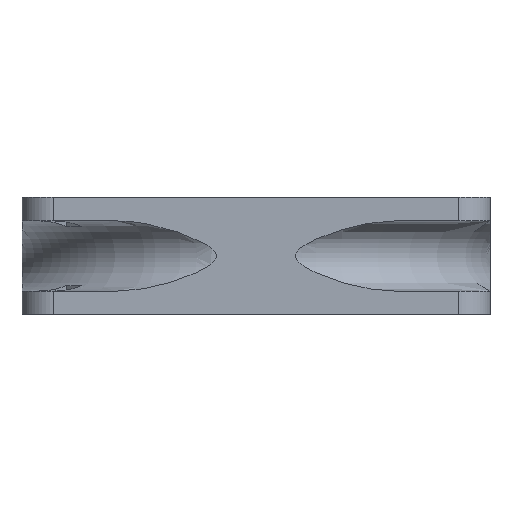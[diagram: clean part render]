
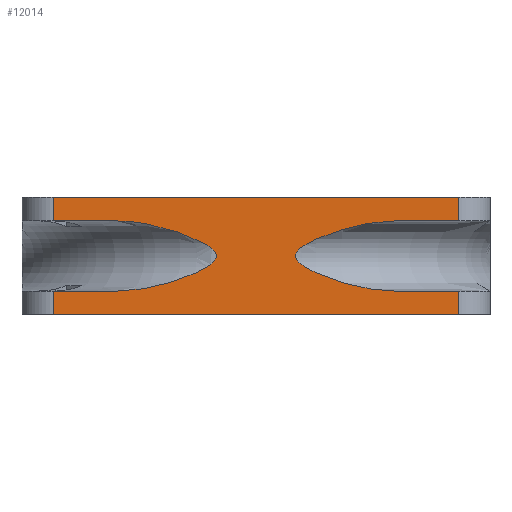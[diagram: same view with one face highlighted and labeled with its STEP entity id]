
A CAD part, left-side view. The second image highlights one B-rep face of the part: STEP entity #12014.
In plain terms, the highlighted planar face has unit normal (-1, 0, 0).
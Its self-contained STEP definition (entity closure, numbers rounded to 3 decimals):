
#358=PLANE('',#13199);
#993=LINE('',#20038,#1701);
#1000=LINE('',#20065,#1708);
#1006=LINE('',#20325,#1714);
#1007=LINE('',#20326,#1715);
#1008=LINE('',#20328,#1716);
#1009=LINE('',#20329,#1717);
#1010=LINE('',#20331,#1718);
#1011=LINE('',#20332,#1719);
#1012=LINE('',#20334,#1720);
#1013=LINE('',#20335,#1721);
#1701=VECTOR('',#14650,1000.);
#1708=VECTOR('',#14673,1000.);
#1714=VECTOR('',#14753,1000.);
#1715=VECTOR('',#14754,10.);
#1716=VECTOR('',#14755,10.);
#1717=VECTOR('',#14756,1000.);
#1718=VECTOR('',#14757,1000.);
#1719=VECTOR('',#14758,10.);
#1720=VECTOR('',#14759,10.);
#1721=VECTOR('',#14760,1000.);
#2414=FACE_OUTER_BOUND('',#3144,.T.);
#3144=EDGE_LOOP('',(#8466,#8467,#8468,#8469,#8470,#8471,#8472,#8473,#8474,
#8475,#8476,#8477));
#4518=B_SPLINE_CURVE_WITH_KNOTS('',3,(#17780,#17781,#17782,#17783,#17784,
#17785,#17786,#17787,#17788,#17789,#17790,#17791,#17792,#17793,#17794,#17795,
#17796,#17797,#17798,#17799,#17800,#17801,#17802,#17803,#17804,#17805,#17806,
#17807,#17808,#17809,#17810,#17811),.UNSPECIFIED.,.F.,.F.,(4,2,2,2,2,2,
2,2,2,2,2,2,2,2,2,4),(-7.147,-6.427,-5.707,
-5.256,-5.03,-4.805,-4.606,
-4.548,-4.501,-4.459,-4.416,
-4.279,-3.966,-3.653,-2.752,
-1.85),.UNSPECIFIED.);
#4519=B_SPLINE_CURVE_WITH_KNOTS('',3,(#17816,#17817,#17818,#17819,#17820,
#17821,#17822,#17823,#17824,#17825,#17826,#17827,#17828,#17829,#17830,#17831,
#17832,#17833,#17834,#17835,#17836,#17837,#17838,#17839,#17840,#17841,#17842,
#17843,#17844,#17845),.UNSPECIFIED.,.F.,.F.,(4,2,2,2,2,2,2,2,2,2,2,2,2,
2,4),(1.85,2.752,3.653,3.966,
4.279,4.416,4.459,4.501,4.543,
4.585,4.723,5.035,5.348,6.25,
7.152),.UNSPECIFIED.);
#4999=VERTEX_POINT('',#17777);
#5000=VERTEX_POINT('',#17779);
#5001=VERTEX_POINT('',#17814);
#5002=VERTEX_POINT('',#17815);
#5158=VERTEX_POINT('',#20035);
#5159=VERTEX_POINT('',#20037);
#5170=VERTEX_POINT('',#20062);
#5171=VERTEX_POINT('',#20064);
#5196=VERTEX_POINT('',#20324);
#5197=VERTEX_POINT('',#20327);
#5198=VERTEX_POINT('',#20330);
#5199=VERTEX_POINT('',#20333);
#6223=EDGE_CURVE('',#4999,#5000,#4518,.T.);
#6225=EDGE_CURVE('',#5001,#5002,#4519,.T.);
#6422=EDGE_CURVE('',#5158,#5159,#993,.T.);
#6436=EDGE_CURVE('',#5171,#5170,#1000,.T.);
#6479=EDGE_CURVE('',#5196,#4999,#1006,.T.);
#6480=EDGE_CURVE('',#5196,#5159,#1007,.T.);
#6481=EDGE_CURVE('',#5158,#5197,#1008,.T.);
#6482=EDGE_CURVE('',#5002,#5197,#1009,.T.);
#6483=EDGE_CURVE('',#5198,#5001,#1010,.T.);
#6484=EDGE_CURVE('',#5198,#5171,#1011,.T.);
#6485=EDGE_CURVE('',#5170,#5199,#1012,.T.);
#6486=EDGE_CURVE('',#5000,#5199,#1013,.T.);
#8466=ORIENTED_EDGE('',*,*,#6479,.F.);
#8467=ORIENTED_EDGE('',*,*,#6480,.T.);
#8468=ORIENTED_EDGE('',*,*,#6422,.F.);
#8469=ORIENTED_EDGE('',*,*,#6481,.T.);
#8470=ORIENTED_EDGE('',*,*,#6482,.F.);
#8471=ORIENTED_EDGE('',*,*,#6225,.F.);
#8472=ORIENTED_EDGE('',*,*,#6483,.F.);
#8473=ORIENTED_EDGE('',*,*,#6484,.T.);
#8474=ORIENTED_EDGE('',*,*,#6436,.T.);
#8475=ORIENTED_EDGE('',*,*,#6485,.T.);
#8476=ORIENTED_EDGE('',*,*,#6486,.F.);
#8477=ORIENTED_EDGE('',*,*,#6223,.F.);
#12014=ADVANCED_FACE('',(#2414),#358,.F.);
#13199=AXIS2_PLACEMENT_3D('',#20323,#14751,#14752);
#14650=DIRECTION('',(0.,-1.,0.));
#14673=DIRECTION('',(0.,-1.,0.));
#14751=DIRECTION('center_axis',(1.,0.,0.));
#14752=DIRECTION('ref_axis',(0.,1.,0.));
#14753=DIRECTION('',(0.,1.,0.));
#14754=DIRECTION('',(0.,0.,1.));
#14755=DIRECTION('',(0.,0.,-1.));
#14756=DIRECTION('',(0.,1.,0.));
#14757=DIRECTION('',(0.,-1.,0.));
#14758=DIRECTION('',(0.,0.,-1.));
#14759=DIRECTION('',(0.,0.,1.));
#14760=DIRECTION('',(0.,-1.,0.));
#17777=CARTESIAN_POINT('',(-60.,-35.769,24.));
#17779=CARTESIAN_POINT('',(-60.,-35.769,6.));
#17780=CARTESIAN_POINT('Ctrl Pts',(-60.,-35.769,24.));
#17781=CARTESIAN_POINT('Ctrl Pts',(-60.,-33.368,24.));
#17782=CARTESIAN_POINT('Ctrl Pts',(-60.,-30.752,23.736));
#17783=CARTESIAN_POINT('Ctrl Pts',(-60.,-25.588,22.788));
#17784=CARTESIAN_POINT('Ctrl Pts',(-60.,-23.038,22.11));
#17785=CARTESIAN_POINT('Ctrl Pts',(-60.,-19.328,20.897));
#17786=CARTESIAN_POINT('Ctrl Pts',(-60.,-17.776,20.33));
#17787=CARTESIAN_POINT('Ctrl Pts',(-60.,-15.511,19.356));
#17788=CARTESIAN_POINT('Ctrl Pts',(-60.,-14.766,19.012));
#17789=CARTESIAN_POINT('Ctrl Pts',(-60.,-13.342,18.278));
#17790=CARTESIAN_POINT('Ctrl Pts',(-60.,-12.661,17.891));
#17791=CARTESIAN_POINT('Ctrl Pts',(-60.,-11.498,17.087));
#17792=CARTESIAN_POINT('Ctrl Pts',(-60.,-10.877,16.589));
#17793=CARTESIAN_POINT('Ctrl Pts',(-60.,-10.4,15.88));
#17794=CARTESIAN_POINT('Ctrl Pts',(-60.,-10.292,15.676));
#17795=CARTESIAN_POINT('Ctrl Pts',(-60.,-10.184,15.343));
#17796=CARTESIAN_POINT('Ctrl Pts',(-60.,-10.152,15.157));
#17797=CARTESIAN_POINT('Ctrl Pts',(-60.,-10.152,14.859));
#17798=CARTESIAN_POINT('Ctrl Pts',(-60.,-10.174,14.707));
#17799=CARTESIAN_POINT('Ctrl Pts',(-60.,-10.259,14.414));
#17800=CARTESIAN_POINT('Ctrl Pts',(-60.,-10.322,14.273));
#17801=CARTESIAN_POINT('Ctrl Pts',(-60.,-10.613,13.75));
#17802=CARTESIAN_POINT('Ctrl Pts',(-60.,-10.997,13.359));
#17803=CARTESIAN_POINT('Ctrl Pts',(-60.,-12.144,12.392));
#17804=CARTESIAN_POINT('Ctrl Pts',(-60.,-13.128,11.828));
#17805=CARTESIAN_POINT('Ctrl Pts',(-60.,-15.156,10.793));
#17806=CARTESIAN_POINT('Ctrl Pts',(-60.,-16.205,10.333));
#17807=CARTESIAN_POINT('Ctrl Pts',(-60.,-19.958,8.813));
#17808=CARTESIAN_POINT('Ctrl Pts',(-60.,-23.103,7.823));
#17809=CARTESIAN_POINT('Ctrl Pts',(-60.,-29.504,6.408));
#17810=CARTESIAN_POINT('Ctrl Pts',(-60.,-32.763,6.));
#17811=CARTESIAN_POINT('Ctrl Pts',(-60.,-35.769,6.));
#17814=CARTESIAN_POINT('',(-60.,35.769,6.));
#17815=CARTESIAN_POINT('',(-60.,35.769,24.));
#17816=CARTESIAN_POINT('Ctrl Pts',(-60.,35.769,6.));
#17817=CARTESIAN_POINT('Ctrl Pts',(-60.,32.763,6.));
#17818=CARTESIAN_POINT('Ctrl Pts',(-60.,29.504,6.408));
#17819=CARTESIAN_POINT('Ctrl Pts',(-60.,23.103,7.823));
#17820=CARTESIAN_POINT('Ctrl Pts',(-60.,19.958,8.813));
#17821=CARTESIAN_POINT('Ctrl Pts',(-60.,16.205,10.333));
#17822=CARTESIAN_POINT('Ctrl Pts',(-60.,15.156,10.793));
#17823=CARTESIAN_POINT('Ctrl Pts',(-60.,13.128,11.828));
#17824=CARTESIAN_POINT('Ctrl Pts',(-60.,12.144,12.392));
#17825=CARTESIAN_POINT('Ctrl Pts',(-60.,10.997,13.359));
#17826=CARTESIAN_POINT('Ctrl Pts',(-60.,10.613,13.75));
#17827=CARTESIAN_POINT('Ctrl Pts',(-60.,10.322,14.273));
#17828=CARTESIAN_POINT('Ctrl Pts',(-60.,10.259,14.414));
#17829=CARTESIAN_POINT('Ctrl Pts',(-60.,10.174,14.707));
#17830=CARTESIAN_POINT('Ctrl Pts',(-60.,10.152,14.859));
#17831=CARTESIAN_POINT('Ctrl Pts',(-60.,10.152,15.141));
#17832=CARTESIAN_POINT('Ctrl Pts',(-60.,10.174,15.293));
#17833=CARTESIAN_POINT('Ctrl Pts',(-60.,10.259,15.586));
#17834=CARTESIAN_POINT('Ctrl Pts',(-60.,10.322,15.727));
#17835=CARTESIAN_POINT('Ctrl Pts',(-60.,10.613,16.25));
#17836=CARTESIAN_POINT('Ctrl Pts',(-60.,10.997,16.641));
#17837=CARTESIAN_POINT('Ctrl Pts',(-60.,12.144,17.608));
#17838=CARTESIAN_POINT('Ctrl Pts',(-60.,13.128,18.172));
#17839=CARTESIAN_POINT('Ctrl Pts',(-60.,15.156,19.207));
#17840=CARTESIAN_POINT('Ctrl Pts',(-60.,16.205,19.667));
#17841=CARTESIAN_POINT('Ctrl Pts',(-60.,19.958,21.187));
#17842=CARTESIAN_POINT('Ctrl Pts',(-60.,23.103,22.177));
#17843=CARTESIAN_POINT('Ctrl Pts',(-60.,29.504,23.592));
#17844=CARTESIAN_POINT('Ctrl Pts',(-60.,32.763,24.));
#17845=CARTESIAN_POINT('Ctrl Pts',(-60.,35.769,24.));
#20035=CARTESIAN_POINT('',(-60.,52.,30.));
#20037=CARTESIAN_POINT('',(-60.,-52.,30.));
#20038=CARTESIAN_POINT('',(-60.,60.,30.));
#20062=CARTESIAN_POINT('',(-60.,-52.,0.));
#20064=CARTESIAN_POINT('',(-60.,52.,0.));
#20065=CARTESIAN_POINT('',(-60.,60.,0.));
#20323=CARTESIAN_POINT('Origin',(-60.,60.,30.));
#20324=CARTESIAN_POINT('',(-60.,-52.,24.));
#20325=CARTESIAN_POINT('',(-60.,60.,24.));
#20326=CARTESIAN_POINT('',(-60.,-52.,24.));
#20327=CARTESIAN_POINT('',(-60.,52.,24.));
#20328=CARTESIAN_POINT('',(-60.,52.,30.));
#20329=CARTESIAN_POINT('',(-60.,60.,24.));
#20330=CARTESIAN_POINT('',(-60.,52.,6.));
#20331=CARTESIAN_POINT('',(-60.,60.,6.));
#20332=CARTESIAN_POINT('',(-60.,52.,6.));
#20333=CARTESIAN_POINT('',(-60.,-52.,6.));
#20334=CARTESIAN_POINT('',(-60.,-52.,0.));
#20335=CARTESIAN_POINT('',(-60.,60.,6.));
